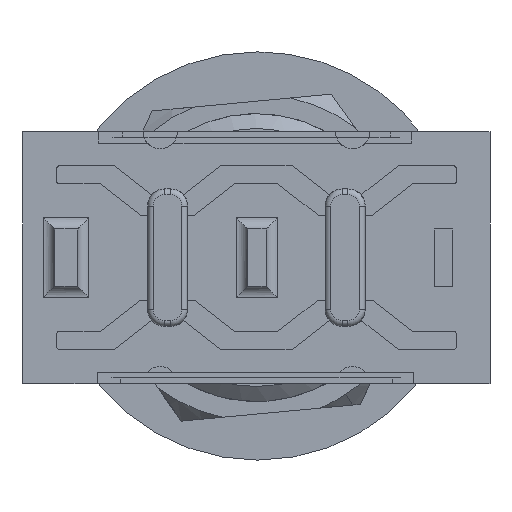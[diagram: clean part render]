
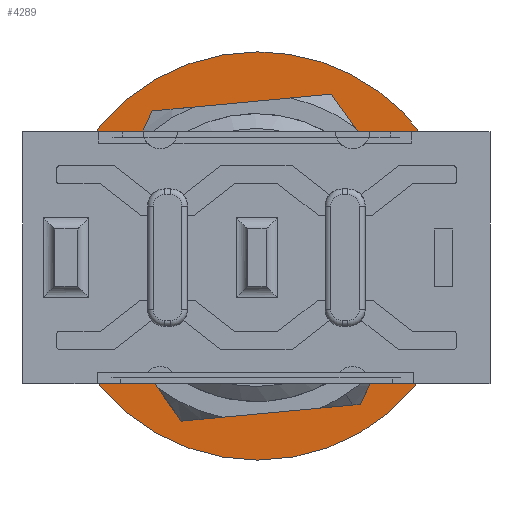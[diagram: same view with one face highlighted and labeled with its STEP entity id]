
A CAD part, front view. The second image highlights one B-rep face of the part: STEP entity #4289.
In plain terms, the highlighted face is planar.
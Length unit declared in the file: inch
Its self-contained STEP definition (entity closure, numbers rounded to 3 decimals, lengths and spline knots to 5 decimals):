
#293 = CIRCLE ( 'NONE', #4213, 0.3565 ) ;
#329 = EDGE_LOOP ( 'NONE', ( #3620, #4993, #2957, #3701, #10030, #1168, #3618, #933 ) ) ;
#361 = CARTESIAN_POINT ( 'NONE',  ( 0.22, 0.04, 0.03 ) ) ;
#364 = VERTEX_POINT ( 'NONE', #2635 ) ;
#440 = VERTEX_POINT ( 'NONE', #10151 ) ;
#447 = DIRECTION ( 'NONE',  ( 1., 0., 0. ) ) ;
#492 = EDGE_CURVE ( 'NONE', #2045, #1321, #865, .T. ) ;
#813 = CARTESIAN_POINT ( 'NONE',  ( 0.21, 0.04, 0.02 ) ) ;
#825 = EDGE_CURVE ( 'NONE', #10415, #3867, #7884, .T. ) ;
#865 = CIRCLE ( 'NONE', #3342, 0.01 ) ;
#879 = DIRECTION ( 'NONE',  ( -1., 0., 0. ) ) ;
#914 = CARTESIAN_POINT ( 'NONE',  ( 0.23711, 0.04, -0.03 ) ) ;
#933 = ORIENTED_EDGE ( 'NONE', *, *, #10240, .T. ) ;
#988 = VECTOR ( 'NONE', #3170, 39.37008 ) ;
#1013 = DIRECTION ( 'NONE',  ( 0., 1., 0. ) ) ;
#1044 = CIRCLE ( 'NONE', #5684, 0.3565 ) ;
#1109 = CARTESIAN_POINT ( 'NONE',  ( 0., 0.04, 0.3565 ) ) ;
#1168 = ORIENTED_EDGE ( 'NONE', *, *, #4096, .F. ) ;
#1252 = VECTOR ( 'NONE', #9643, 39.37008 ) ;
#1300 = VERTEX_POINT ( 'NONE', #1109 ) ;
#1321 = VERTEX_POINT ( 'NONE', #361 ) ;
#1348 = CARTESIAN_POINT ( 'NONE',  ( 0., 0.04, -0.3565 ) ) ;
#1363 = VECTOR ( 'NONE', #447, 39.37008 ) ;
#1402 = PLANE ( 'NONE',  #3508 ) ;
#1460 = VERTEX_POINT ( 'NONE', #1348 ) ;
#1485 = CARTESIAN_POINT ( 'NONE',  ( 0.35, 0.04, 0.06777 ) ) ;
#1600 = VECTOR ( 'NONE', #4881, 39.37008 ) ;
#1708 = CARTESIAN_POINT ( 'NONE',  ( 0.35, 0.04, 0.055 ) ) ;
#1755 = ORIENTED_EDGE ( 'NONE', *, *, #10013, .F. ) ;
#1902 = CARTESIAN_POINT ( 'NONE',  ( 0.35223, 0.04, -0.055 ) ) ;
#2045 = VERTEX_POINT ( 'NONE', #813 ) ;
#2222 = DIRECTION ( 'NONE',  ( 0., 0., 1. ) ) ;
#2418 = CARTESIAN_POINT ( 'NONE',  ( 0.21, 0.04, -0.03 ) ) ;
#2609 = EDGE_CURVE ( 'NONE', #2045, #9748, #9933, .T. ) ;
#2635 = CARTESIAN_POINT ( 'NONE',  ( 0., 0.04, -0.239 ) ) ;
#2813 = DIRECTION ( 'NONE',  ( 0., 1., 0. ) ) ;
#2850 = CARTESIAN_POINT ( 'NONE',  ( 0.22, 0.04, 0.02 ) ) ;
#2854 = CARTESIAN_POINT ( 'NONE',  ( 0., 0.04, 0. ) ) ;
#2957 = ORIENTED_EDGE ( 'NONE', *, *, #9967, .F. ) ;
#3036 = ORIENTED_EDGE ( 'NONE', *, *, #7946, .F. ) ;
#3058 = CIRCLE ( 'NONE', #6758, 0.239 ) ;
#3087 = VECTOR ( 'NONE', #9373, 39.37008 ) ;
#3118 = CARTESIAN_POINT ( 'NONE',  ( 0., 0.04, 0. ) ) ;
#3170 = DIRECTION ( 'NONE',  ( 0., 0., 1. ) ) ;
#3342 = AXIS2_PLACEMENT_3D ( 'NONE', #2850, #8573, #3692 ) ;
#3441 = ORIENTED_EDGE ( 'NONE', *, *, #825, .F. ) ;
#3508 = AXIS2_PLACEMENT_3D ( 'NONE', #6305, #7131, #2222 ) ;
#3586 = CARTESIAN_POINT ( 'NONE',  ( 0.21, 0.04, -0.02 ) ) ;
#3618 = ORIENTED_EDGE ( 'NONE', *, *, #7550, .F. ) ;
#3620 = ORIENTED_EDGE ( 'NONE', *, *, #2609, .F. ) ;
#3692 = DIRECTION ( 'NONE',  ( 0., 0., 1. ) ) ;
#3696 = DIRECTION ( 'NONE',  ( 0., 0., 1. ) ) ;
#3701 = ORIENTED_EDGE ( 'NONE', *, *, #8947, .F. ) ;
#3867 = VERTEX_POINT ( 'NONE', #1708 ) ;
#3949 = DIRECTION ( 'NONE',  ( 0., 0., 1. ) ) ;
#3969 = CARTESIAN_POINT ( 'NONE',  ( 0., 0.04, 0. ) ) ;
#4034 = LINE ( 'NONE', #4045, #1600 ) ;
#4045 = CARTESIAN_POINT ( 'NONE',  ( 0.35, 0.04, -0.055 ) ) ;
#4066 = VERTEX_POINT ( 'NONE', #6857 ) ;
#4096 = EDGE_CURVE ( 'NONE', #6957, #364, #8215, .T. ) ;
#4172 = DIRECTION ( 'NONE',  ( 0., 1., 0. ) ) ;
#4213 = AXIS2_PLACEMENT_3D ( 'NONE', #9543, #4655, #10370 ) ;
#4263 = FACE_OUTER_BOUND ( 'NONE', #10367, .T. ) ;
#4289 = ADVANCED_FACE ( 'NONE', ( #4263, #8605 ), #1402, .T. ) ;
#4294 = AXIS2_PLACEMENT_3D ( 'NONE', #5907, #1013, #6740 ) ;
#4373 = CIRCLE ( 'NONE', #5582, 0.239 ) ;
#4421 = EDGE_CURVE ( 'NONE', #1460, #1300, #1044, .T. ) ;
#4532 = CARTESIAN_POINT ( 'NONE',  ( 0.23711, 0.04, 0.03 ) ) ;
#4655 = DIRECTION ( 'NONE',  ( 0., 1., 0. ) ) ;
#4805 = DIRECTION ( 'NONE',  ( 0., 0., 1. ) ) ;
#4810 = AXIS2_PLACEMENT_3D ( 'NONE', #7708, #2813, #8539 ) ;
#4832 = VERTEX_POINT ( 'NONE', #5352 ) ;
#4881 = DIRECTION ( 'NONE',  ( 0., 0., 1. ) ) ;
#4891 = LINE ( 'NONE', #2418, #5141 ) ;
#4993 = ORIENTED_EDGE ( 'NONE', *, *, #492, .T. ) ;
#5035 = EDGE_CURVE ( 'NONE', #3867, #7845, #4034, .T. ) ;
#5141 = VECTOR ( 'NONE', #8142, 39.37008 ) ;
#5320 = ORIENTED_EDGE ( 'NONE', *, *, #8380, .T. ) ;
#5352 = CARTESIAN_POINT ( 'NONE',  ( 0.31, 0.04, -0.055 ) ) ;
#5391 = CARTESIAN_POINT ( 'NONE',  ( 0.35, 0.04, -0.055 ) ) ;
#5582 = AXIS2_PLACEMENT_3D ( 'NONE', #2854, #8576, #3696 ) ;
#5599 = LINE ( 'NONE', #8808, #1252 ) ;
#5684 = AXIS2_PLACEMENT_3D ( 'NONE', #9068, #4172, #9898 ) ;
#5777 = CARTESIAN_POINT ( 'NONE',  ( 0.31, 0.04, -0.055 ) ) ;
#5907 = CARTESIAN_POINT ( 'NONE',  ( 0.22, 0.04, -0.02 ) ) ;
#6305 = CARTESIAN_POINT ( 'NONE',  ( 0., 0.04, 0. ) ) ;
#6411 = CARTESIAN_POINT ( 'NONE',  ( 0.31, 0.04, -0.055 ) ) ;
#6617 = AXIS2_PLACEMENT_3D ( 'NONE', #3118, #8827, #3949 ) ;
#6652 = EDGE_CURVE ( 'NONE', #8711, #1460, #293, .T. ) ;
#6740 = DIRECTION ( 'NONE',  ( 0., 0., 1. ) ) ;
#6758 = AXIS2_PLACEMENT_3D ( 'NONE', #3969, #9694, #4805 ) ;
#6857 = CARTESIAN_POINT ( 'NONE',  ( 0.22, 0.04, -0.03 ) ) ;
#6957 = VERTEX_POINT ( 'NONE', #914 ) ;
#6982 = ORIENTED_EDGE ( 'NONE', *, *, #5035, .F. ) ;
#6990 = CARTESIAN_POINT ( 'NONE',  ( 0.31, 0.04, 0.055 ) ) ;
#7033 = CARTESIAN_POINT ( 'NONE',  ( 0.31, 0.04, 0.055 ) ) ;
#7131 = DIRECTION ( 'NONE',  ( 0., 1., 0. ) ) ;
#7271 = EDGE_CURVE ( 'NONE', #8711, #9877, #7694, .T. ) ;
#7414 = CIRCLE ( 'NONE', #6617, 0.3565 ) ;
#7550 = EDGE_CURVE ( 'NONE', #4066, #6957, #4891, .T. ) ;
#7598 = ORIENTED_EDGE ( 'NONE', *, *, #4421, .T. ) ;
#7631 = EDGE_CURVE ( 'NONE', #364, #440, #4373, .T. ) ;
#7694 = LINE ( 'NONE', #7764, #3087 ) ;
#7708 = CARTESIAN_POINT ( 'NONE',  ( 0., 0.04, 0. ) ) ;
#7741 = VECTOR ( 'NONE', #8083, 39.37008 ) ;
#7764 = CARTESIAN_POINT ( 'NONE',  ( 0.35, 0.04, -0.055 ) ) ;
#7845 = VERTEX_POINT ( 'NONE', #1485 ) ;
#7884 = LINE ( 'NONE', #6990, #1363 ) ;
#7946 = EDGE_CURVE ( 'NONE', #9877, #4832, #8318, .T. ) ;
#8083 = DIRECTION ( 'NONE',  ( 0., 0., -1. ) ) ;
#8142 = DIRECTION ( 'NONE',  ( 1., 0., 0. ) ) ;
#8215 = CIRCLE ( 'NONE', #4810, 0.239 ) ;
#8246 = VERTEX_POINT ( 'NONE', #4532 ) ;
#8318 = LINE ( 'NONE', #5777, #10502 ) ;
#8380 = EDGE_CURVE ( 'NONE', #1300, #7845, #7414, .T. ) ;
#8539 = DIRECTION ( 'NONE',  ( 0., 0., 1. ) ) ;
#8573 = DIRECTION ( 'NONE',  ( 0., 1., 0. ) ) ;
#8576 = DIRECTION ( 'NONE',  ( 0., 1., 0. ) ) ;
#8605 = FACE_BOUND ( 'NONE', #329, .T. ) ;
#8711 = VERTEX_POINT ( 'NONE', #1902 ) ;
#8803 = CARTESIAN_POINT ( 'NONE',  ( 0.21, 0.04, -0.03 ) ) ;
#8808 = CARTESIAN_POINT ( 'NONE',  ( 0.21, 0.04, 0.03 ) ) ;
#8827 = DIRECTION ( 'NONE',  ( 0., 1., 0. ) ) ;
#8947 = EDGE_CURVE ( 'NONE', #440, #8246, #3058, .T. ) ;
#9068 = CARTESIAN_POINT ( 'NONE',  ( 0., 0.04, 0. ) ) ;
#9373 = DIRECTION ( 'NONE',  ( -1., 0., 0. ) ) ;
#9436 = LINE ( 'NONE', #6411, #988 ) ;
#9543 = CARTESIAN_POINT ( 'NONE',  ( 0., 0.04, 0. ) ) ;
#9556 = CIRCLE ( 'NONE', #4294, 0.01 ) ;
#9643 = DIRECTION ( 'NONE',  ( -1., 0., 0. ) ) ;
#9694 = DIRECTION ( 'NONE',  ( 0., 1., 0. ) ) ;
#9748 = VERTEX_POINT ( 'NONE', #3586 ) ;
#9877 = VERTEX_POINT ( 'NONE', #5391 ) ;
#9898 = DIRECTION ( 'NONE',  ( 0., 0., 1. ) ) ;
#9933 = LINE ( 'NONE', #8803, #7741 ) ;
#9967 = EDGE_CURVE ( 'NONE', #8246, #1321, #5599, .T. ) ;
#10013 = EDGE_CURVE ( 'NONE', #4832, #10415, #9436, .T. ) ;
#10030 = ORIENTED_EDGE ( 'NONE', *, *, #7631, .F. ) ;
#10118 = ORIENTED_EDGE ( 'NONE', *, *, #6652, .T. ) ;
#10151 = CARTESIAN_POINT ( 'NONE',  ( 0., 0.04, 0.239 ) ) ;
#10240 = EDGE_CURVE ( 'NONE', #4066, #9748, #9556, .T. ) ;
#10283 = ORIENTED_EDGE ( 'NONE', *, *, #7271, .F. ) ;
#10367 = EDGE_LOOP ( 'NONE', ( #6982, #3441, #1755, #3036, #10283, #10118, #7598, #5320 ) ) ;
#10370 = DIRECTION ( 'NONE',  ( 0., 0., 1. ) ) ;
#10415 = VERTEX_POINT ( 'NONE', #7033 ) ;
#10502 = VECTOR ( 'NONE', #879, 39.37008 ) ;
